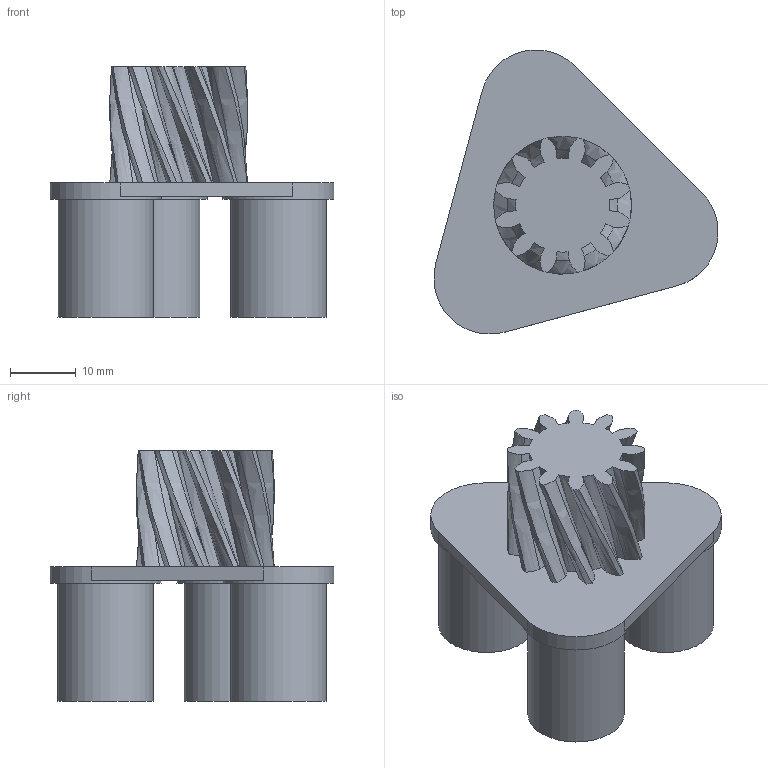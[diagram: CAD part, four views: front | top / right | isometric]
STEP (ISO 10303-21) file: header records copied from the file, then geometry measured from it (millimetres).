
FILE_DESCRIPTION(/* description */ ('Spur Gear; Module: 1.5; Num Teeth: 12; Pressure Angle: 20.0; Backlash: 0.10 mm'),/* implementation_level */ '2;1');
FILE_NAME(/* name */ 'SunCarrierHel.step',/* time_stamp */ '2023-11-23T20:40:34-05:00',/* author */ (''),/* organization */ (''),/* preprocessor_version */ 'ST-DEVELOPER v20',/* originating_system */ 'Autodesk Translation Framework v12.14.0.127',/* authorisation */ '');
FILE_SCHEMA (('AUTOMOTIVE_DESIGN { 1 0 10303 214 3 1 1 }'));
Length unit declared in the file: millimetre
Products named in the file (1): SunCarrierHel
Bounding box: 43.29 x 43.29 x 38.25 mm (x, y, z)
Volume: 16221.1 mm3; surface area: 7487 mm2
Topology: 1 solids, 1 shells, 90 faces, 252 edges, 168 vertices
Faces by surface type: bspline 72, plane 12, cylinder 6
Full cylindrical faces by diameter (mm): 14.65 x3, 17 x3
Entity records: 7663 total; most frequent: CARTESIAN_POINT 5743, ORIENTED_EDGE 504, EDGE_CURVE 252, DIRECTION 236, VERTEX_POINT 168, EDGE_LOOP 94, FACE_OUTER_BOUND 90, ADVANCED_FACE 90
